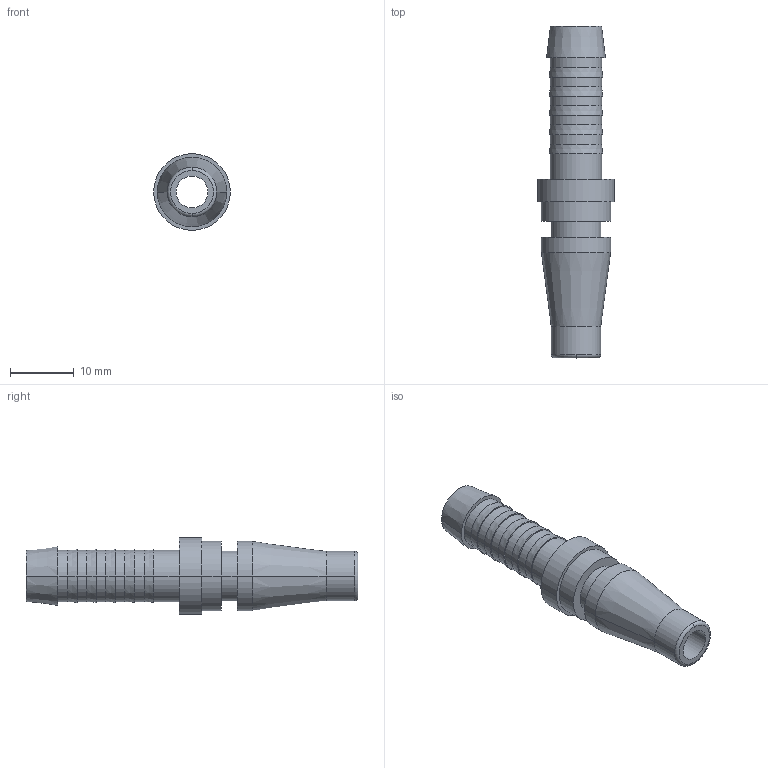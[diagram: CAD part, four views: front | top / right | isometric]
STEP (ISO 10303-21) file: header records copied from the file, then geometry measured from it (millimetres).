
FILE_DESCRIPTION(('STEP AP214'),'1');
FILE_NAME('esbi_8_ss.stp','2020-03-05T09:22:25',('TraceParts'),('TraceParts S.A.'),'Spatial InterOp 3D',' ',' ');
FILE_SCHEMA(('automotive_design'));
Length unit declared in the file: millimetre
Products named in the file (1): 1
Bounding box: 12 x 52 x 12 mm (x, y, z)
Volume: 2290.4 mm3; surface area: 2543.8 mm2
Topology: 1 solids, 1 shells, 52 faces, 107 edges, 67 vertices
Faces by surface type: cylinder 24, cone 14, plane 12, torus 2
Entity records: 1832 total; most frequent: DIRECTION 282, CARTESIAN_POINT 227, ORIENTED_EDGE 214, AXIS2_PLACEMENT_3D 122, EDGE_CURVE 107, CIRCLE 69, VERTEX_POINT 67, EDGE_LOOP 64
